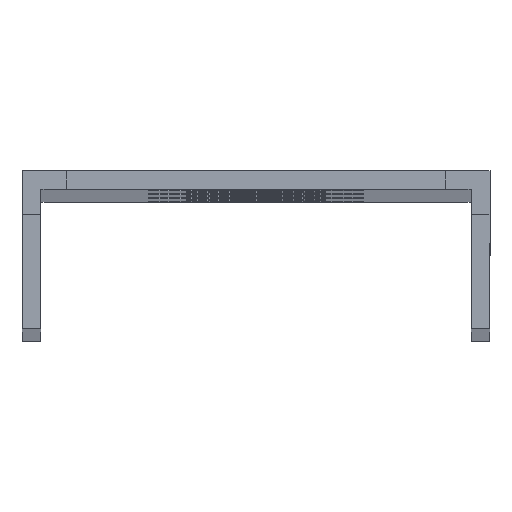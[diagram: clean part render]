
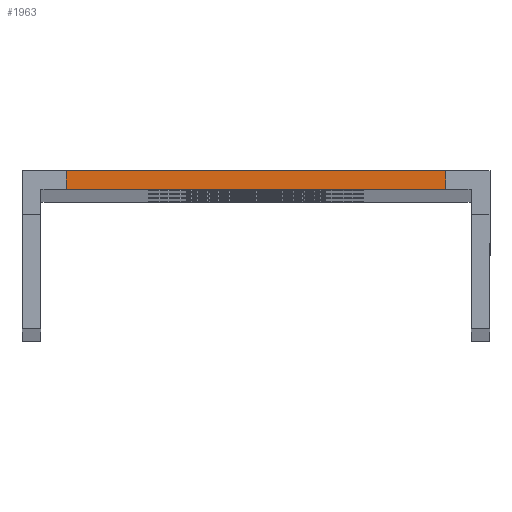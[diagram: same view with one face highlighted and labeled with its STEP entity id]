
A CAD part, top view. The second image highlights one B-rep face of the part: STEP entity #1963.
In plain terms, the highlighted planar face has unit normal (0, 0, 1).
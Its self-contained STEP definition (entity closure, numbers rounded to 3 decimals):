
#174=FACE_OUTER_BOUND('',#287,.T.);
#287=EDGE_LOOP('',(#1378,#1379,#1380,#1381));
#403=LINE('',#2810,#603);
#460=LINE('',#2999,#660);
#468=LINE('',#3014,#668);
#469=LINE('',#3016,#669);
#603=VECTOR('',#2259,10.);
#660=VECTOR('',#2400,10.);
#668=VECTOR('',#2412,10.);
#669=VECTOR('',#2415,10.);
#802=VERTEX_POINT('',#2807);
#803=VERTEX_POINT('',#2809);
#891=VERTEX_POINT('',#2993);
#898=VERTEX_POINT('',#3012);
#987=EDGE_CURVE('',#803,#802,#403,.T.);
#1082=EDGE_CURVE('',#891,#803,#460,.T.);
#1090=EDGE_CURVE('',#802,#898,#468,.T.);
#1091=EDGE_CURVE('',#891,#898,#469,.T.);
#1378=ORIENTED_EDGE('',*,*,#1090,.T.);
#1379=ORIENTED_EDGE('',*,*,#1091,.F.);
#1380=ORIENTED_EDGE('',*,*,#1082,.T.);
#1381=ORIENTED_EDGE('',*,*,#987,.T.);
#1812=PLANE('',#2118);
#1963=ADVANCED_FACE('',(#174),#1812,.T.);
#2118=AXIS2_PLACEMENT_3D('',#3015,#2413,#2414);
#2259=DIRECTION('',(-1.,0.,0.));
#2400=DIRECTION('',(0.,1.,0.));
#2412=DIRECTION('',(0.,-1.,0.));
#2413=DIRECTION('center_axis',(0.,0.,
1.));
#2414=DIRECTION('ref_axis',(1.,0.,0.));
#2415=DIRECTION('',(-1.,0.,0.));
#2807=CARTESIAN_POINT('',(-43.201,1.5,0.));
#2809=CARTESIAN_POINT('',(-13.199,1.5,0.));
#2810=CARTESIAN_POINT('',(0.,1.5,0.));
#2993=CARTESIAN_POINT('',(-13.199,0.,0.));
#2999=CARTESIAN_POINT('',(-13.199,0.75,0.));
#3012=CARTESIAN_POINT('',(-43.201,0.,0.));
#3014=CARTESIAN_POINT('',(-43.201,0.75,0.));
#3015=CARTESIAN_POINT('Origin',(-6.949,-2.,0.));
#3016=CARTESIAN_POINT('',(0.,0.,0.));
